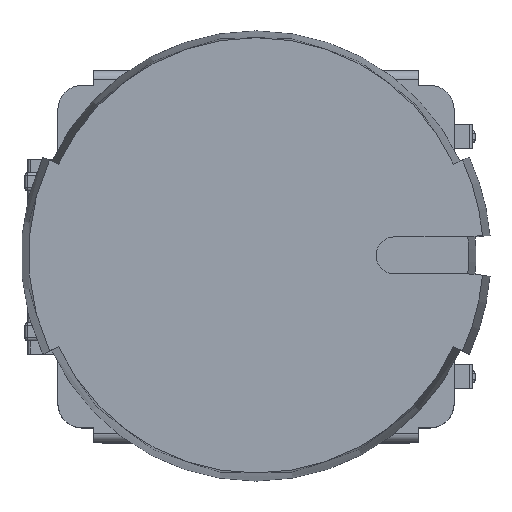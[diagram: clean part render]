
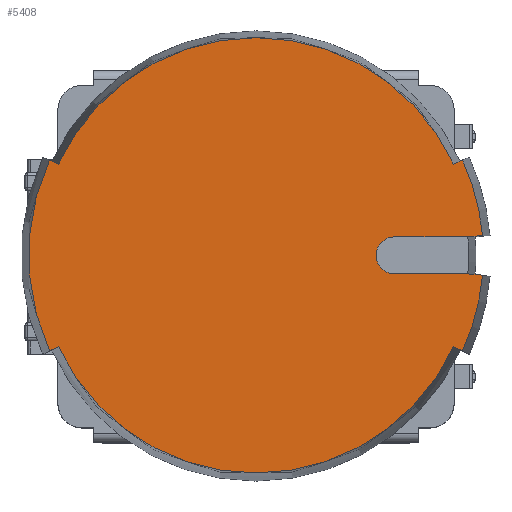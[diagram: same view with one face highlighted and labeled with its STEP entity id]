
A CAD part, top view. The second image highlights one B-rep face of the part: STEP entity #5408.
In plain terms, the highlighted planar face has unit normal (0, 0, 1).
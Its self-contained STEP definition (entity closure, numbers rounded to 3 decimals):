
#4510 = EDGE_CURVE('',#4511,#4513,#4515,.T.);
#4511 = VERTEX_POINT('',#4512);
#4512 = CARTESIAN_POINT('',(14.986,-3.15,
    29.99));
#4513 = VERTEX_POINT('',#4514);
#4514 = CARTESIAN_POINT('',(14.488,-3.107,
    29.99));
#4515 = LINE('',#4516,#4517);
#4516 = CARTESIAN_POINT('',(11.151,-2.815,29.99));
#4517 = VECTOR('',#4518,1.);
#4518 = DIRECTION('',(-0.996,0.087,0.));
#4552 = VERTEX_POINT('',#4553);
#4553 = CARTESIAN_POINT('',(14.488,-1.873,
    29.99));
#4583 = EDGE_CURVE('',#4511,#4584,#4586,.T.);
#4584 = VERTEX_POINT('',#4585);
#4585 = CARTESIAN_POINT('',(14.316,-5.667,
    29.99));
#4586 = CIRCLE('',#4587,7.575);
#4587 = AXIS2_PLACEMENT_3D('',#4588,#4589,#4590);
#4588 = CARTESIAN_POINT('',(7.44,-2.49,29.99));
#4589 = DIRECTION('',(0.,0.,-1.));
#4590 = DIRECTION('',(1.,0.,0.));
#4607 = EDGE_CURVE('',#4552,#4608,#4610,.T.);
#4608 = VERTEX_POINT('',#4609);
#4609 = CARTESIAN_POINT('',(14.986,-1.83,
    29.99));
#4610 = LINE('',#4611,#4612);
#4611 = CARTESIAN_POINT('',(11.151,-2.165,29.99));
#4612 = VECTOR('',#4613,1.);
#4613 = DIRECTION('',(0.996,0.087,0.));
#4632 = EDGE_CURVE('',#4584,#4633,#4635,.T.);
#4633 = VERTEX_POINT('',#4634);
#4634 = CARTESIAN_POINT('',(14.021,-5.531,
    29.99));
#4635 = LINE('',#4636,#4637);
#4636 = CARTESIAN_POINT('',(7.44,-2.49,29.99));
#4637 = VECTOR('',#4638,1.);
#4638 = DIRECTION('',(-0.908,0.419,0.));
#4658 = VERTEX_POINT('',#4659);
#4659 = CARTESIAN_POINT('',(14.316,0.687,
    29.99));
#4665 = EDGE_CURVE('',#4658,#4608,#4666,.T.);
#4666 = CIRCLE('',#4667,7.575);
#4667 = AXIS2_PLACEMENT_3D('',#4668,#4669,#4670);
#4668 = CARTESIAN_POINT('',(7.44,-2.49,29.99));
#4669 = DIRECTION('',(0.,0.,-1.));
#4670 = DIRECTION('',(1.,0.,0.));
#4681 = VERTEX_POINT('',#4682);
#4682 = CARTESIAN_POINT('',(0.859,-5.531,
    29.99));
#4690 = EDGE_CURVE('',#4681,#4633,#4691,.T.);
#4691 = CIRCLE('',#4692,7.25);
#4692 = AXIS2_PLACEMENT_3D('',#4693,#4694,#4695);
#4693 = CARTESIAN_POINT('',(7.44,-2.49,29.99));
#4694 = DIRECTION('',(0.,0.,1.));
#4695 = DIRECTION('',(0.,-1.,0.));
#4708 = VERTEX_POINT('',#4709);
#4709 = CARTESIAN_POINT('',(14.021,0.551,
    29.99));
#4715 = EDGE_CURVE('',#4708,#4658,#4716,.T.);
#4716 = LINE('',#4717,#4718);
#4717 = CARTESIAN_POINT('',(7.44,-2.49,29.99));
#4718 = VECTOR('',#4719,1.);
#4719 = DIRECTION('',(0.908,0.419,0.));
#4730 = EDGE_CURVE('',#4681,#4731,#4733,.T.);
#4731 = VERTEX_POINT('',#4732);
#4732 = CARTESIAN_POINT('',(0.564,-5.667,
    29.99));
#4733 = LINE('',#4734,#4735);
#4734 = CARTESIAN_POINT('',(7.44,-2.49,29.99));
#4735 = VECTOR('',#4736,1.);
#4736 = DIRECTION('',(-0.908,-0.419,0.));
#4754 = VERTEX_POINT('',#4755);
#4755 = CARTESIAN_POINT('',(0.859,0.551,
    29.99));
#4761 = EDGE_CURVE('',#4708,#4754,#4762,.T.);
#4762 = CIRCLE('',#4763,7.25);
#4763 = AXIS2_PLACEMENT_3D('',#4764,#4765,#4766);
#4764 = CARTESIAN_POINT('',(7.44,-2.49,29.99));
#4765 = DIRECTION('',(0.,0.,1.));
#4766 = DIRECTION('',(0.,-1.,0.));
#4780 = EDGE_CURVE('',#4781,#4731,#4783,.T.);
#4781 = VERTEX_POINT('',#4782);
#4782 = CARTESIAN_POINT('',(0.564,0.687,29.99
    ));
#4783 = CIRCLE('',#4784,7.575);
#4784 = AXIS2_PLACEMENT_3D('',#4785,#4786,#4787);
#4785 = CARTESIAN_POINT('',(7.44,-2.49,29.99));
#4786 = DIRECTION('',(0.,0.,1.));
#4787 = DIRECTION('',(-1.,0.,0.));
#4806 = EDGE_CURVE('',#4781,#4754,#4807,.T.);
#4807 = LINE('',#4808,#4809);
#4808 = CARTESIAN_POINT('',(7.44,-2.49,29.99));
#4809 = VECTOR('',#4810,1.);
#4810 = DIRECTION('',(0.908,-0.419,0.));
#5408 = ADVANCED_FACE('',(#5409),#5454,.T.);
#5409 = FACE_BOUND('',#5410,.T.);
#5410 = EDGE_LOOP('',(#5411,#5419,#5428,#5437,#5443,#5444,#5445,#5446,
    #5447,#5448,#5449,#5450,#5451,#5452,#5453));
#5411 = ORIENTED_EDGE('',*,*,#5412,.T.);
#5412 = EDGE_CURVE('',#4513,#5413,#5415,.T.);
#5413 = VERTEX_POINT('',#5414);
#5414 = CARTESIAN_POINT('',(12.057,-3.107,29.99));
#5415 = LINE('',#5416,#5417);
#5416 = CARTESIAN_POINT('',(11.39,-3.107,29.99));
#5417 = VECTOR('',#5418,1.);
#5418 = DIRECTION('',(-1.,0.,0.));
#5419 = ORIENTED_EDGE('',*,*,#5420,.T.);
#5420 = EDGE_CURVE('',#5413,#5421,#5423,.T.);
#5421 = VERTEX_POINT('',#5422);
#5422 = CARTESIAN_POINT('',(11.44,-2.49,29.99));
#5423 = CIRCLE('',#5424,0.617);
#5424 = AXIS2_PLACEMENT_3D('',#5425,#5426,#5427);
#5425 = CARTESIAN_POINT('',(12.057,-2.49,29.99));
#5426 = DIRECTION('',(0.,0.,-1.));
#5427 = DIRECTION('',(-1.,0.,-0.));
#5428 = ORIENTED_EDGE('',*,*,#5429,.T.);
#5429 = EDGE_CURVE('',#5421,#5430,#5432,.T.);
#5430 = VERTEX_POINT('',#5431);
#5431 = CARTESIAN_POINT('',(12.057,-1.873,29.99));
#5432 = CIRCLE('',#5433,0.617);
#5433 = AXIS2_PLACEMENT_3D('',#5434,#5435,#5436);
#5434 = CARTESIAN_POINT('',(12.057,-2.49,29.99));
#5435 = DIRECTION('',(0.,0.,-1.));
#5436 = DIRECTION('',(0.,1.,0.));
#5437 = ORIENTED_EDGE('',*,*,#5438,.T.);
#5438 = EDGE_CURVE('',#5430,#4552,#5439,.T.);
#5439 = LINE('',#5440,#5441);
#5440 = CARTESIAN_POINT('',(9.748,-1.873,29.99));
#5441 = VECTOR('',#5442,1.);
#5442 = DIRECTION('',(1.,0.,0.));
#5443 = ORIENTED_EDGE('',*,*,#4607,.T.);
#5444 = ORIENTED_EDGE('',*,*,#4665,.F.);
#5445 = ORIENTED_EDGE('',*,*,#4715,.F.);
#5446 = ORIENTED_EDGE('',*,*,#4761,.T.);
#5447 = ORIENTED_EDGE('',*,*,#4806,.F.);
#5448 = ORIENTED_EDGE('',*,*,#4780,.T.);
#5449 = ORIENTED_EDGE('',*,*,#4730,.F.);
#5450 = ORIENTED_EDGE('',*,*,#4690,.T.);
#5451 = ORIENTED_EDGE('',*,*,#4632,.F.);
#5452 = ORIENTED_EDGE('',*,*,#4583,.F.);
#5453 = ORIENTED_EDGE('',*,*,#4510,.T.);
#5454 = PLANE('',#5455);
#5455 = AXIS2_PLACEMENT_3D('',#5456,#5457,#5458);
#5456 = CARTESIAN_POINT('',(7.44,-2.49,29.99));
#5457 = DIRECTION('',(0.,0.,1.));
#5458 = DIRECTION('',(0.,-1.,0.));
